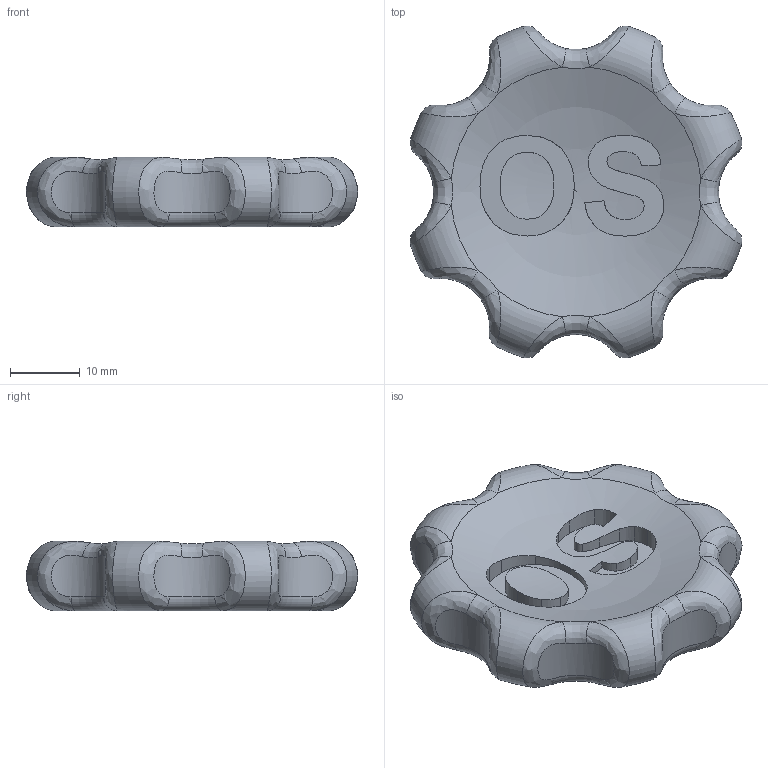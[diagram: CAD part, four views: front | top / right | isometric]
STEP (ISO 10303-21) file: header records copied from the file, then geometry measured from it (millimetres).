
FILE_DESCRIPTION(/* description */ (''),/* implementation_level */ '2;1');
FILE_NAME(/* name */ 'OS Makercoin F360.step',/* time_stamp */ '2024-02-25T01:04:53+11:00',/* author */ (''),/* organization */ (''),/* preprocessor_version */ 'ST-DEVELOPER v20',/* originating_system */ 'Autodesk Translation Framework v12.20.1.177',/* authorisation */ '');
FILE_SCHEMA (('AUTOMOTIVE_DESIGN { 1 0 10303 214 3 1 1 }'));
Length unit declared in the file: millimetre
Products named in the file (1): Default makercoin
Bounding box: 47.77 x 47.77 x 10 mm (x, y, z)
Volume: 12957.3 mm3; surface area: 4790.8 mm2
Topology: 1 solids, 1 shells, 101 faces, 279 edges, 181 vertices
Faces by surface type: bspline 70, torus 16, cylinder 8, plane 5, sphere 2
Entity records: 6994 total; most frequent: CARTESIAN_POINT 4856, ORIENTED_EDGE 556, EDGE_CURVE 278, DIRECTION 250, VERTEX_POINT 181, B_SPLINE_CURVE_WITH_KNOTS 160, EDGE_LOOP 103, FACE_OUTER_BOUND 101
